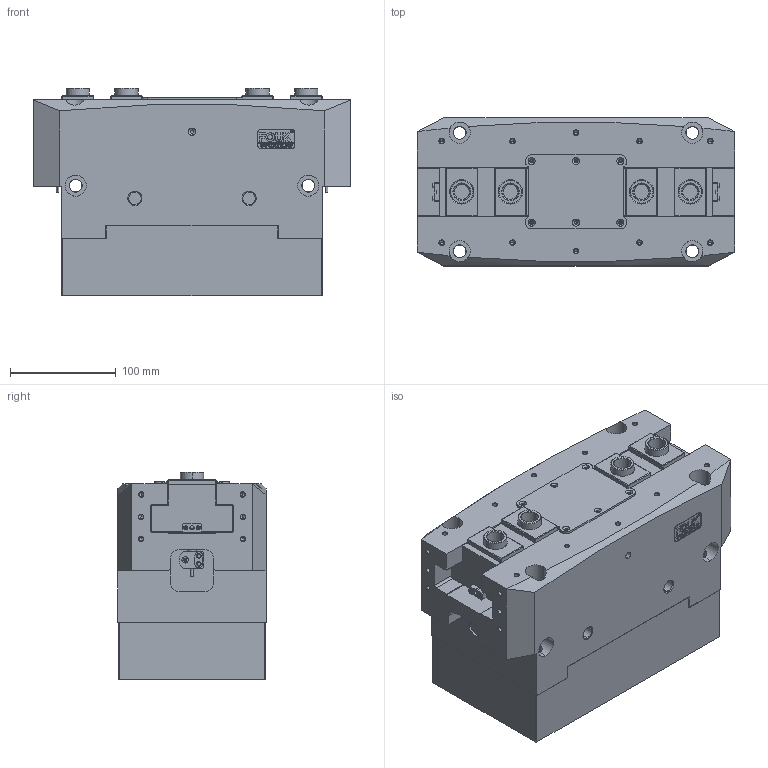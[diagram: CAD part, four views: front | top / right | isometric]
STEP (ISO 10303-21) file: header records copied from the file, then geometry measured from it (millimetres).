
FILE_DESCRIPTION (( 'STEP AP203' ), '1' );
FILE_NAME ('TR148-300-NO.STEP', '2024-11-19T07:24:53', ( 'USER-' ), ( 'Microsoft' ), 'SwSTEP 2.0', 'SolidWorks 2018', '' );
FILE_SCHEMA (( 'CONFIG_CONTROL_DESIGN' ));
Length unit declared in the file: millimetre
Products named in the file (12): 晚假蚾輸; TR148-300-NC杅耀.sldasm-Part-1; TR148-300-NO; 埴翐芛蹟隊_GB_FASTENER_SCREWS_HSHCS M2X8-N; TR148-300價掛遴標蛈; TR148-300-M-06  笢猾啣; TR148-300-M-02 賑輸; 羲壽標釱B; 35x18-R3; 22x16-14隅弇杶; 8-30 換覜ん; TR148-300-M-01 褲极
Assembly tree (21 placements, depth 3):
  TR148-300-NO
    TR148-300-NC杅耀.sldasm-Part-1
    TR148-300價掛遴標蛈
      TR148-300-M-01 褲极
      TR148-300-M-02 賑輸  x2
      TR148-300-M-06  笢猾啣
      羲壽標釱B  x2
      8-30 換覜ん  x2
      22x16-14隅弇杶  x4
      晚假蚾輸  x2
      埴翐芛蹟隊_GB_FASTENER_SCREWS_HSHCS M2X8-N  x4
      35x18-R3
Bounding box: 300 x 140 x 196 mm (x, y, z)
Volume: 6539070.6 mm3; surface area: 510606.1 mm2
Topology: 20 solids, 32 shells, 1474 faces, 3760 edges, 2356 vertices
Faces by surface type: plane 629, cylinder 402, cone 280, bspline 155, torus 8
Entity records: 43142 total; most frequent: CARTESIAN_POINT 13440, ORIENTED_EDGE 5962, DIRECTION 5542, EDGE_CURVE 2981, VERTEX_POINT 1928, AXIS2_PLACEMENT_3D 1858, LINE 1826, VECTOR 1826
